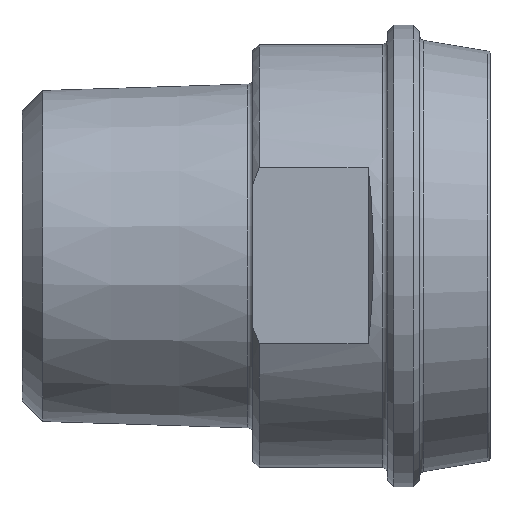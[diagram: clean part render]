
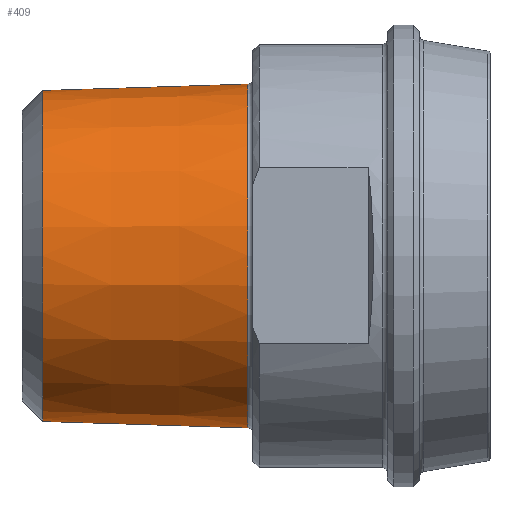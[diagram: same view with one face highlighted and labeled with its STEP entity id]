
A CAD part, top view. The second image highlights one B-rep face of the part: STEP entity #409.
In plain terms, the highlighted conical face has half-angle 1.8 degrees and reference radius 13.133 mm.
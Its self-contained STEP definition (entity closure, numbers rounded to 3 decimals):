
#25=CONICAL_SURFACE('',#472,13.133,0.031);
#49=CIRCLE('',#469,13.403);
#51=CIRCLE('',#471,13.403);
#52=CIRCLE('',#473,12.9);
#53=CIRCLE('',#474,12.9);
#85=FACE_OUTER_BOUND('',#112,.T.);
#112=EDGE_LOOP('',(#317,#318,#319,#320,#321,#322));
#138=LINE('',#727,#156);
#156=VECTOR('',#577,13.133);
#189=VERTEX_POINT('',#720);
#190=VERTEX_POINT('',#721);
#191=VERTEX_POINT('',#726);
#192=VERTEX_POINT('',#728);
#237=EDGE_CURVE('',#189,#190,#49,.T.);
#239=EDGE_CURVE('',#190,#189,#51,.T.);
#240=EDGE_CURVE('',#189,#191,#138,.T.);
#241=EDGE_CURVE('',#192,#191,#52,.T.);
#242=EDGE_CURVE('',#191,#192,#53,.T.);
#317=ORIENTED_EDGE('',*,*,#237,.F.);
#318=ORIENTED_EDGE('',*,*,#240,.T.);
#319=ORIENTED_EDGE('',*,*,#241,.F.);
#320=ORIENTED_EDGE('',*,*,#242,.F.);
#321=ORIENTED_EDGE('',*,*,#240,.F.);
#322=ORIENTED_EDGE('',*,*,#239,.F.);
#409=ADVANCED_FACE('',(#85),#25,.T.);
#469=AXIS2_PLACEMENT_3D('',#722,#569,#570);
#471=AXIS2_PLACEMENT_3D('',#724,#573,#574);
#472=AXIS2_PLACEMENT_3D('',#725,#575,#576);
#473=AXIS2_PLACEMENT_3D('',#729,#578,#579);
#474=AXIS2_PLACEMENT_3D('',#730,#580,#581);
#569=DIRECTION('center_axis',(1.,0.,0.));
#570=DIRECTION('ref_axis',(0.,-1.,0.));
#573=DIRECTION('center_axis',(1.,0.,0.));
#574=DIRECTION('ref_axis',(0.,-1.,0.));
#575=DIRECTION('center_axis',(1.,0.,0.));
#576=DIRECTION('ref_axis',(0.,1.,0.));
#577=DIRECTION('',(-1.,0.031,0.));
#578=DIRECTION('center_axis',(-1.,0.,0.));
#579=DIRECTION('ref_axis',(0.,-1.,0.));
#580=DIRECTION('center_axis',(-1.,0.,0.));
#581=DIRECTION('ref_axis',(0.,-1.,0.));
#720=CARTESIAN_POINT('',(-18.887,-13.403,0.));
#721=CARTESIAN_POINT('',(-18.887,0.,13.403));
#722=CARTESIAN_POINT('Origin',(-18.887,0.,0.));
#724=CARTESIAN_POINT('Origin',(-18.887,0.,0.));
#725=CARTESIAN_POINT('Origin',(-27.5,0.,0.));
#726=CARTESIAN_POINT('',(-34.901,-12.9,0.));
#727=CARTESIAN_POINT('',(-27.5,-13.133,0.));
#728=CARTESIAN_POINT('',(-34.901,12.9,0.));
#729=CARTESIAN_POINT('Origin',(-34.901,0.,0.));
#730=CARTESIAN_POINT('Origin',(-34.901,0.,0.));
